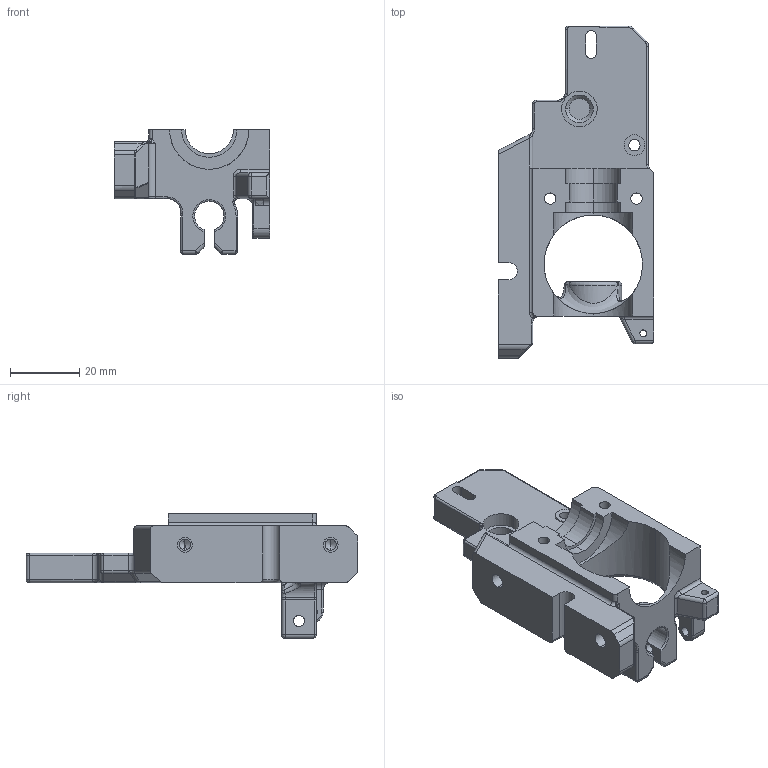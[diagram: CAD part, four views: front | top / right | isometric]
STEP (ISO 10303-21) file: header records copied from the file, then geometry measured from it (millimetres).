
FILE_DESCRIPTION (( 'STEP AP214' ), '1' );
FILE_NAME ('A_2.STEP', '2024-10-12T22:33:07', ( '' ), ( '' ), 'SwSTEP 2.0', 'SolidWorks 2024', '' );
FILE_SCHEMA (( 'AUTOMOTIVE_DESIGN' ));
Length unit declared in the file: millimetre
Products named in the file (1): A_2
Bounding box: 45 x 96.12 x 36.11 mm (x, y, z)
Volume: 35763.7 mm3; surface area: 14194.5 mm2
Topology: 1 solids, 1 shells, 322 faces, 794 edges, 462 vertices
Faces by surface type: cylinder 149, plane 76, torus 40, bspline 34, sphere 17, cone 6
Entity records: 10836 total; most frequent: CARTESIAN_POINT 3438, DIRECTION 1591, ORIENTED_EDGE 1548, EDGE_CURVE 774, AXIS2_PLACEMENT_3D 627, VERTEX_POINT 462, EDGE_LOOP 350, CIRCLE 338
